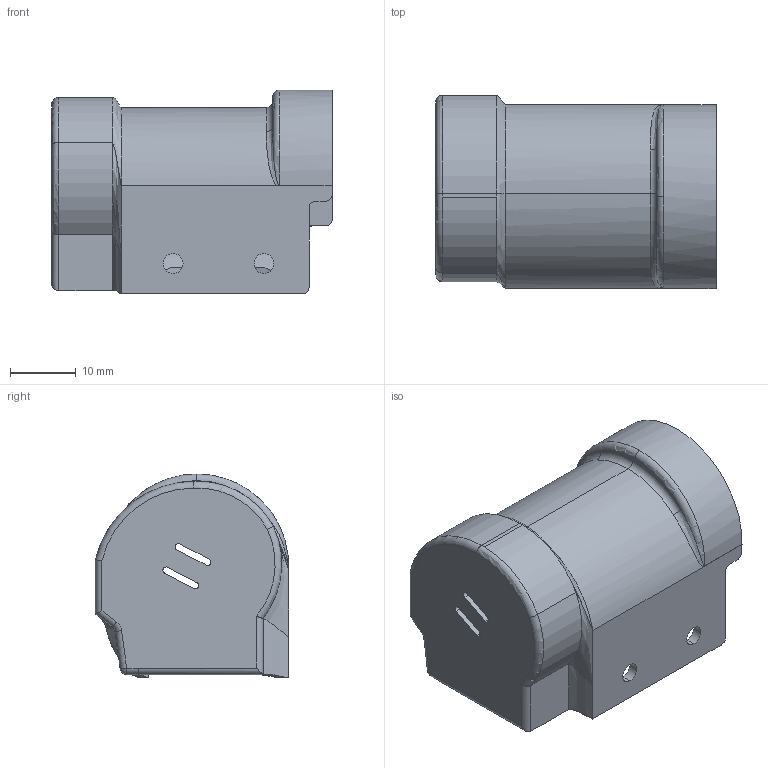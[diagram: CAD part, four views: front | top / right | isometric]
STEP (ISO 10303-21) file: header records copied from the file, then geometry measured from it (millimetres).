
FILE_DESCRIPTION (( 'STEP AP214' ), '1' );
FILE_NAME ('311112-05-B_cover_left.STEP', '2021-10-20T20:00:32', ( '' ), ( '' ), 'SwSTEP 2.0', 'SolidWorks 2020', '' );
FILE_SCHEMA (( 'AUTOMOTIVE_DESIGN' ));
Length unit declared in the file: millimetre
Products named in the file (1): 311112-05-B_cover_left
Bounding box: 42.5 x 29.31 x 30.94 mm (x, y, z)
Volume: 5349.2 mm3; surface area: 7533.9 mm2
Topology: 1 solids, 1 shells, 118 faces, 294 edges, 178 vertices
Faces by surface type: cylinder 47, plane 39, bspline 21, torus 10, sphere 1
Entity records: 4625 total; most frequent: CARTESIAN_POINT 1887, ORIENTED_EDGE 588, DIRECTION 528, EDGE_CURVE 294, AXIS2_PLACEMENT_3D 193, VERTEX_POINT 178, VECTOR 142, LINE 142
